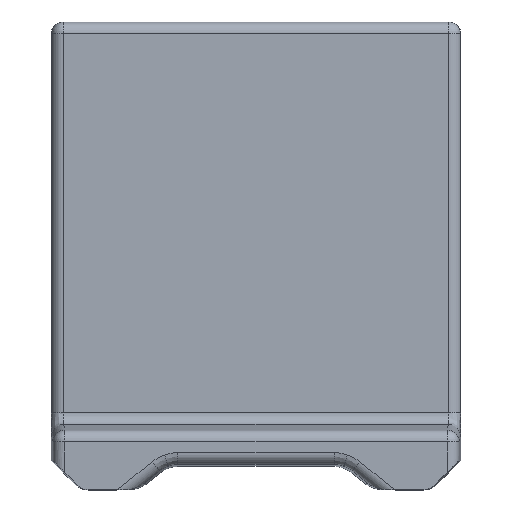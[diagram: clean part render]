
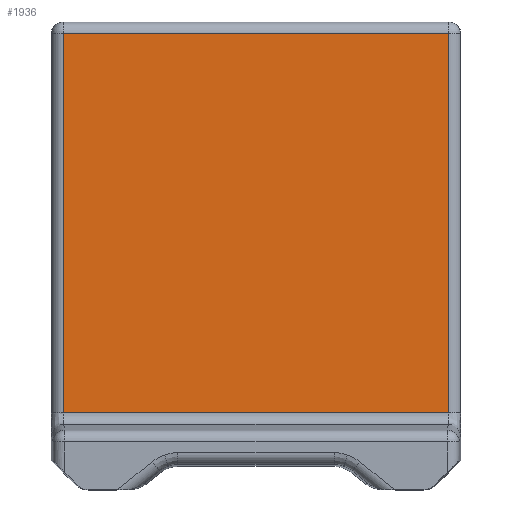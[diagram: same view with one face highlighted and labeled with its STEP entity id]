
A CAD part, top view. The second image highlights one B-rep face of the part: STEP entity #1936.
In plain terms, the highlighted planar face has unit normal (0, 0, 1).
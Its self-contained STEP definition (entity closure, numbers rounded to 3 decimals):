
#34 = DIRECTION ( 'NONE',  ( 0., 1., 0. ) ) ;
#109 = VECTOR ( 'NONE', #476, 1000. ) ;
#166 = VERTEX_POINT ( 'NONE', #2818 ) ;
#350 = CARTESIAN_POINT ( 'NONE',  ( 3.296, 8., 0.45 ) ) ;
#476 = DIRECTION ( 'NONE',  ( 1., 0., 0. ) ) ;
#511 = CARTESIAN_POINT ( 'NONE',  ( -3.296, 7.8, 0.45 ) ) ;
#616 = EDGE_CURVE ( 'NONE', #2081, #166, #2018, .T. ) ;
#758 = CARTESIAN_POINT ( 'NONE',  ( -3.296, 1.131, 0.45 ) ) ;
#761 = EDGE_CURVE ( 'NONE', #1156, #2081, #2715, .T. ) ;
#996 = VERTEX_POINT ( 'NONE', #2839 ) ;
#1069 = DIRECTION ( 'NONE',  ( -1., 0., 0. ) ) ;
#1118 = DIRECTION ( 'NONE',  ( 0., 0., -1. ) ) ;
#1156 = VERTEX_POINT ( 'NONE', #511 ) ;
#1258 = LINE ( 'NONE', #350, #1705 ) ;
#1345 = FACE_OUTER_BOUND ( 'NONE', #2385, .T. ) ;
#1516 = VECTOR ( 'NONE', #1069, 1000. ) ;
#1681 = LINE ( 'NONE', #2344, #1516 ) ;
#1705 = VECTOR ( 'NONE', #2556, 1000. ) ;
#1723 = ORIENTED_EDGE ( 'NONE', *, *, #616, .T. ) ;
#1936 = ADVANCED_FACE ( 'NONE', ( #1345 ), #2218, .F. ) ;
#2018 = LINE ( 'NONE', #2443, #109 ) ;
#2074 = ORIENTED_EDGE ( 'NONE', *, *, #2386, .T. ) ;
#2081 = VERTEX_POINT ( 'NONE', #2726 ) ;
#2123 = ORIENTED_EDGE ( 'NONE', *, *, #2429, .T. ) ;
#2156 = ORIENTED_EDGE ( 'NONE', *, *, #761, .T. ) ;
#2218 = PLANE ( 'NONE',  #2471 ) ;
#2312 = VECTOR ( 'NONE', #2583, 1000. ) ;
#2344 = CARTESIAN_POINT ( 'NONE',  ( -3.492, 7.8, 0.45 ) ) ;
#2385 = EDGE_LOOP ( 'NONE', ( #2123, #2074, #2156, #1723 ) ) ;
#2386 = EDGE_CURVE ( 'NONE', #996, #1156, #1681, .T. ) ;
#2413 = CARTESIAN_POINT ( 'NONE',  ( -3.5, 8., 0.45 ) ) ;
#2429 = EDGE_CURVE ( 'NONE', #166, #996, #1258, .T. ) ;
#2443 = CARTESIAN_POINT ( 'NONE',  ( 3.492, 1.314, 0.45 ) ) ;
#2471 = AXIS2_PLACEMENT_3D ( 'NONE', #2413, #1118, #34 ) ;
#2556 = DIRECTION ( 'NONE',  ( 0., 1., 0. ) ) ;
#2583 = DIRECTION ( 'NONE',  ( 0., -1., 0. ) ) ;
#2715 = LINE ( 'NONE', #758, #2312 ) ;
#2726 = CARTESIAN_POINT ( 'NONE',  ( -3.296, 1.314, 0.45 ) ) ;
#2818 = CARTESIAN_POINT ( 'NONE',  ( 3.296, 1.314, 0.45 ) ) ;
#2839 = CARTESIAN_POINT ( 'NONE',  ( 3.296, 7.8, 0.45 ) ) ;
